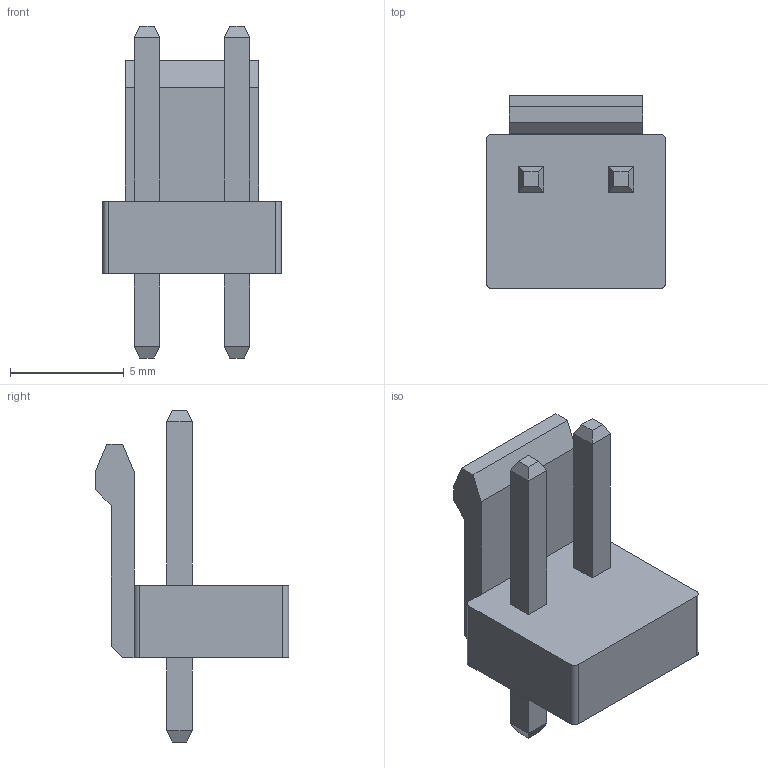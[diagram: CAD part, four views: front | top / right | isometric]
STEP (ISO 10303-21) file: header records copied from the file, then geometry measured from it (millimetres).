
FILE_DESCRIPTION (( 'STEP AP214' ), '1' );
FILE_NAME ('CONN-TH_B2P-VH-R.step', '2022-08-05T10:24:36', ( '' ), ( '' ), 'SwSTEP 2.0', 'SolidWorks 2020', '' );
FILE_SCHEMA (( 'AUTOMOTIVE_DESIGN' ));
Length unit declared in the file: millimetre
Products named in the file (1): CONN-TH_B2P-VH-R
Bounding box: 7.86 x 8.5 x 14.6 mm (x, y, z)
Volume: 260 mm3; surface area: 404.6 mm2
Topology: 14 solids, 14 shells, 347 faces, 906 edges, 598 vertices
Faces by surface type: plane 231, bspline 112, cylinder 4
Entity records: 14685 total; most frequent: CARTESIAN_POINT 3956, ORIENTED_EDGE 1812, DIRECTION 1158, EDGE_CURVE 906, VECTOR 670, LINE 670, VERTEX_POINT 598, EDGE_LOOP 370
